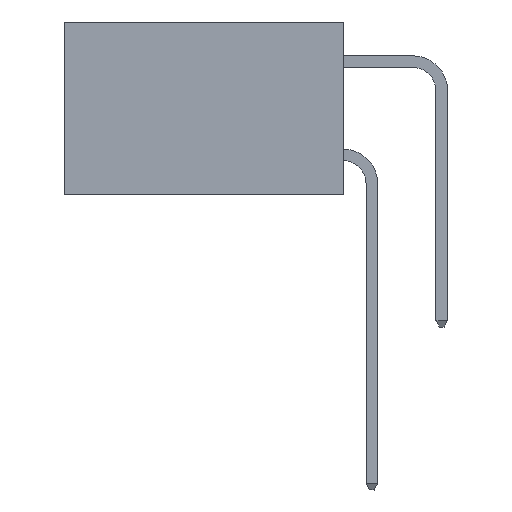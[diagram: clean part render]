
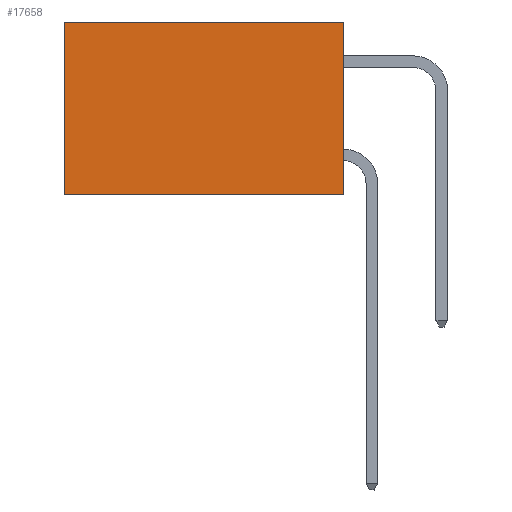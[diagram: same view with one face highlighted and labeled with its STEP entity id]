
A CAD part, left-side view. The second image highlights one B-rep face of the part: STEP entity #17658.
In plain terms, the highlighted planar face has unit normal (-1, 0, 0).
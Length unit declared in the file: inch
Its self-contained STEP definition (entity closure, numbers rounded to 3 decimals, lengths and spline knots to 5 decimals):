
#100 = EDGE_CURVE ( 'NONE', #16562, #13266, #10536, .T. ) ;
#1039 = LINE ( 'NONE', #14257, #16238 ) ;
#1838 = VECTOR ( 'NONE', #7762, 39.37008 ) ;
#2481 = DIRECTION ( 'NONE',  ( 0., 0., -1. ) ) ;
#3271 = EDGE_CURVE ( 'NONE', #13266, #13734, #1039, .T. ) ;
#3562 = AXIS2_PLACEMENT_3D ( 'NONE', #19099, #9378, #20709 ) ;
#4396 = LINE ( 'NONE', #18608, #12574 ) ;
#5518 = ORIENTED_EDGE ( 'NONE', *, *, #3271, .T. ) ;
#5533 = EDGE_CURVE ( 'NONE', #16562, #11498, #16351, .T. ) ;
#6117 = PLANE ( 'NONE',  #3562 ) ;
#7094 = CARTESIAN_POINT ( 'NONE',  ( 0.298, 0., 0. ) ) ;
#7190 = CARTESIAN_POINT ( 'NONE',  ( 0.298, 0., 0. ) ) ;
#7305 = DIRECTION ( 'NONE',  ( 0., 0., -1. ) ) ;
#7762 = DIRECTION ( 'NONE',  ( 0., 1., 0. ) ) ;
#7860 = FACE_OUTER_BOUND ( 'NONE', #14629, .T. ) ;
#8944 = ORIENTED_EDGE ( 'NONE', *, *, #100, .T. ) ;
#9378 = DIRECTION ( 'NONE',  ( 1., 0., 0. ) ) ;
#10486 = CARTESIAN_POINT ( 'NONE',  ( 0.298, 0.6, -0.37 ) ) ;
#10536 = LINE ( 'NONE', #13965, #1838 ) ;
#11498 = VERTEX_POINT ( 'NONE', #13167 ) ;
#11998 = VECTOR ( 'NONE', #7305, 39.37008 ) ;
#12320 = ORIENTED_EDGE ( 'NONE', *, *, #15395, .F. ) ;
#12574 = VECTOR ( 'NONE', #20196, 39.37008 ) ;
#12825 = CARTESIAN_POINT ( 'NONE',  ( 0.298, 0.6, 0. ) ) ;
#13167 = CARTESIAN_POINT ( 'NONE',  ( 0.298, 0., -0.37 ) ) ;
#13266 = VERTEX_POINT ( 'NONE', #12825 ) ;
#13734 = VERTEX_POINT ( 'NONE', #10486 ) ;
#13965 = CARTESIAN_POINT ( 'NONE',  ( 0.298, 0., 0. ) ) ;
#14257 = CARTESIAN_POINT ( 'NONE',  ( 0.298, 0.6, 0. ) ) ;
#14629 = EDGE_LOOP ( 'NONE', ( #5518, #12320, #18411, #8944 ) ) ;
#15395 = EDGE_CURVE ( 'NONE', #11498, #13734, #4396, .T. ) ;
#16238 = VECTOR ( 'NONE', #2481, 39.37008 ) ;
#16351 = LINE ( 'NONE', #7094, #11998 ) ;
#16562 = VERTEX_POINT ( 'NONE', #7190 ) ;
#17658 = ADVANCED_FACE ( 'NONE', ( #7860 ), #6117, .F. ) ;
#18411 = ORIENTED_EDGE ( 'NONE', *, *, #5533, .F. ) ;
#18608 = CARTESIAN_POINT ( 'NONE',  ( 0.298, 0., -0.37 ) ) ;
#19099 = CARTESIAN_POINT ( 'NONE',  ( 0.298, 0., 0. ) ) ;
#20196 = DIRECTION ( 'NONE',  ( 0., 1., 0. ) ) ;
#20709 = DIRECTION ( 'NONE',  ( 0., 0., -1. ) ) ;
